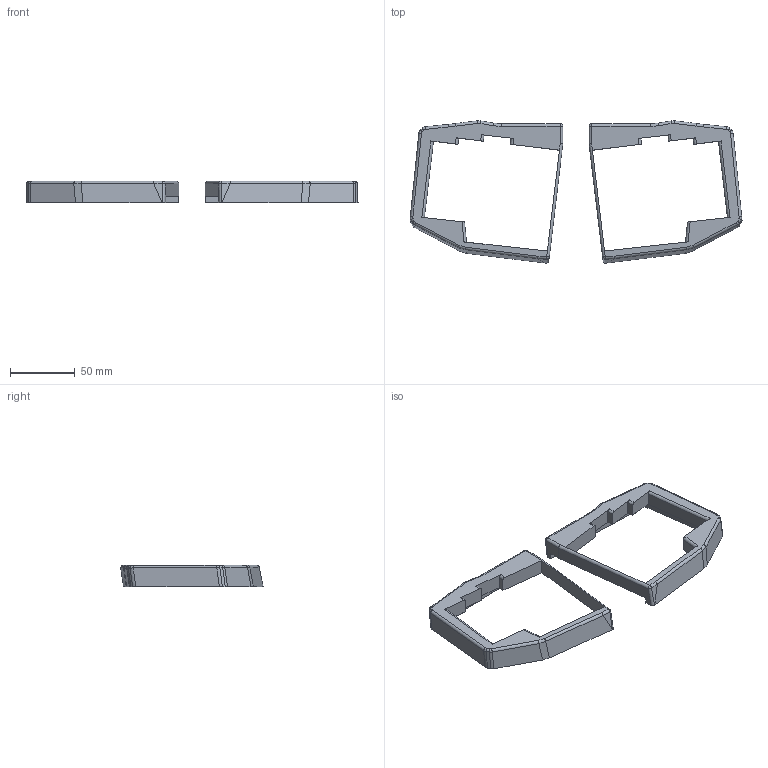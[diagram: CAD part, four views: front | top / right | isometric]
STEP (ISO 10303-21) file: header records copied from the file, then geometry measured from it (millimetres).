
FILE_DESCRIPTION(/* description */ (''),/* implementation_level */ '2;1');
FILE_NAME(/* name */ 'Claudia Shell MX split.step',/* time_stamp */ '2024-01-12T16:42:55-05:00',/* author */ (''),/* organization */ (''),/* preprocessor_version */ 'ST-DEVELOPER v20',/* originating_system */ 'Autodesk Translation Framework v12.14.0.127',/* authorisation */ '');
FILE_SCHEMA (('AUTOMOTIVE_DESIGN { 1 0 10303 214 3 1 1 }'));
Length unit declared in the file: millimetre
Products named in the file (1): Claudia Shell MX split
Bounding box: 255.93 x 109.74 x 16.5 mm (x, y, z)
Volume: 97483.7 mm3; surface area: 36262.6 mm2
Topology: 2 solids, 2 shells, 182 faces, 482 edges, 308 vertices
Faces by surface type: plane 80, cylinder 60, bspline 32, cone 6, sphere 4
Full cylindrical faces by diameter (mm): 1.471 x6
Entity records: 5885 total; most frequent: CARTESIAN_POINT 1443, ORIENTED_EDGE 952, DIRECTION 848, EDGE_CURVE 476, LINE 310, VECTOR 310, VERTEX_POINT 308, AXIS2_PLACEMENT_3D 269
